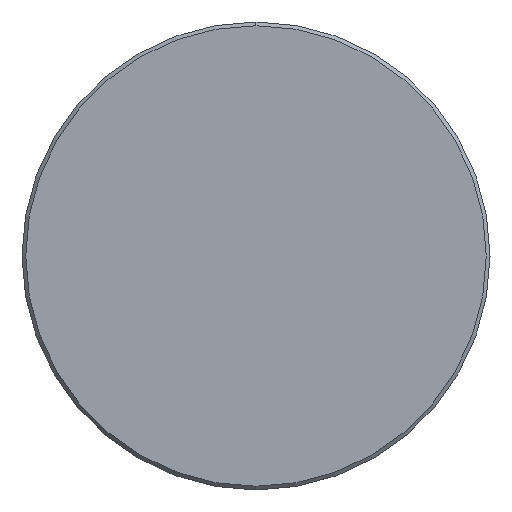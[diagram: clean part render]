
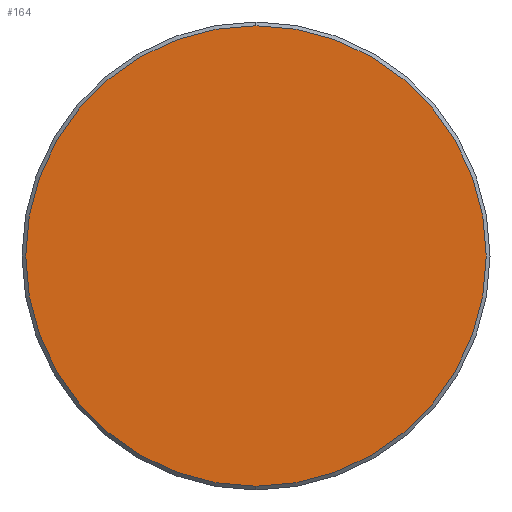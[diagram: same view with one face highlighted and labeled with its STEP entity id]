
A CAD part, left-side view. The second image highlights one B-rep face of the part: STEP entity #164.
In plain terms, the highlighted planar face has unit normal (-1, 0, 0).
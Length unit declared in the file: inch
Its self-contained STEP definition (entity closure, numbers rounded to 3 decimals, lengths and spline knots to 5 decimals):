
#12 = EDGE_LOOP ( 'NONE', ( #180, #72 ) ) ;
#19 = DIRECTION ( 'NONE',  ( 0., 0., -1. ) ) ;
#22 = EDGE_CURVE ( 'NONE', #181, #185, #66, .T. ) ;
#36 = DIRECTION ( 'NONE',  ( 1., 0., 0. ) ) ;
#53 = EDGE_CURVE ( 'NONE', #185, #181, #97, .T. ) ;
#66 = CIRCLE ( 'NONE', #179, 0.615 ) ;
#72 = ORIENTED_EDGE ( 'NONE', *, *, #53, .T. ) ;
#97 = CIRCLE ( 'NONE', #122, 0.615 ) ;
#100 = CARTESIAN_POINT ( 'NONE',  ( -12., 0., 0. ) ) ;
#102 = CARTESIAN_POINT ( 'NONE',  ( -12., 0., 0. ) ) ;
#116 = DIRECTION ( 'NONE',  ( -1., 0., 0. ) ) ;
#122 = AXIS2_PLACEMENT_3D ( 'NONE', #102, #187, #19 ) ;
#142 = FACE_OUTER_BOUND ( 'NONE', #12, .T. ) ;
#149 = CARTESIAN_POINT ( 'NONE',  ( -12., 0., 0.615 ) ) ;
#164 = ADVANCED_FACE ( 'NONE', ( #142 ), #210, .F. ) ;
#165 = CARTESIAN_POINT ( 'NONE',  ( -12., 0., 0. ) ) ;
#166 = DIRECTION ( 'NONE',  ( 0., 0., -1. ) ) ;
#179 = AXIS2_PLACEMENT_3D ( 'NONE', #165, #116, #201 ) ;
#180 = ORIENTED_EDGE ( 'NONE', *, *, #22, .T. ) ;
#181 = VERTEX_POINT ( 'NONE', #255 ) ;
#185 = VERTEX_POINT ( 'NONE', #149 ) ;
#187 = DIRECTION ( 'NONE',  ( -1., 0., 0. ) ) ;
#201 = DIRECTION ( 'NONE',  ( 0., 0., -1. ) ) ;
#210 = PLANE ( 'NONE',  #236 ) ;
#236 = AXIS2_PLACEMENT_3D ( 'NONE', #100, #36, #166 ) ;
#255 = CARTESIAN_POINT ( 'NONE',  ( -12., 0., -0.615 ) ) ;
